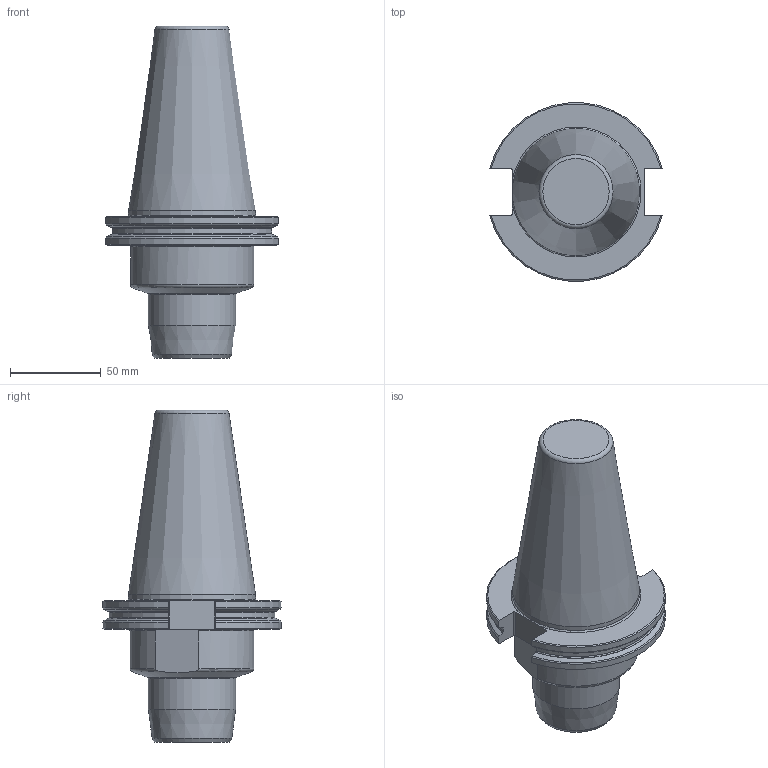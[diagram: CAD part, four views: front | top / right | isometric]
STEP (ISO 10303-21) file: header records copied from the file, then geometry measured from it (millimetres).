
FILE_DESCRIPTION(/* description */ (''),/* implementation_level */ '2;1');
FILE_NAME(/* name */ 'CAT50ADB-HC25-081_Basic.stp',/* time_stamp */ '2022-05-05T11:28:39+06:00',/* author */ (''),/* organization */ (''),/* preprocessor_version */ 'ST-DEVELOPER v16.7',/* originating_system */ 'SIEMENS PLM Software NX 12.0',/* authorisation */ '');
FILE_SCHEMA (('AUTOMOTIVE_DESIGN { 1 0 10303 214 3 1 1 1 }'));
Length unit declared in the file: millimetre
Products named in the file (1): inpu1EECA5248p8o
Bounding box: 94.95 x 98.05 x 182.6 mm (x, y, z)
Volume: 490432.6 mm3; surface area: 49995.9 mm2
Topology: 1 solids, 1 shells, 57 faces, 154 edges, 104 vertices
Faces by surface type: plane 17, cone 16, cylinder 14, torus 10
Full cylindrical faces by diameter (mm): 25 x1, 48 x1, 69.85 x1
Entity records: 1969 total; most frequent: CARTESIAN_POINT 592, ORIENTED_EDGE 270, DIRECTION 270, EDGE_CURVE 135, AXIS2_PLACEMENT_3D 113, VERTEX_POINT 94, EDGE_LOOP 69, ADVANCED_FACE 56
